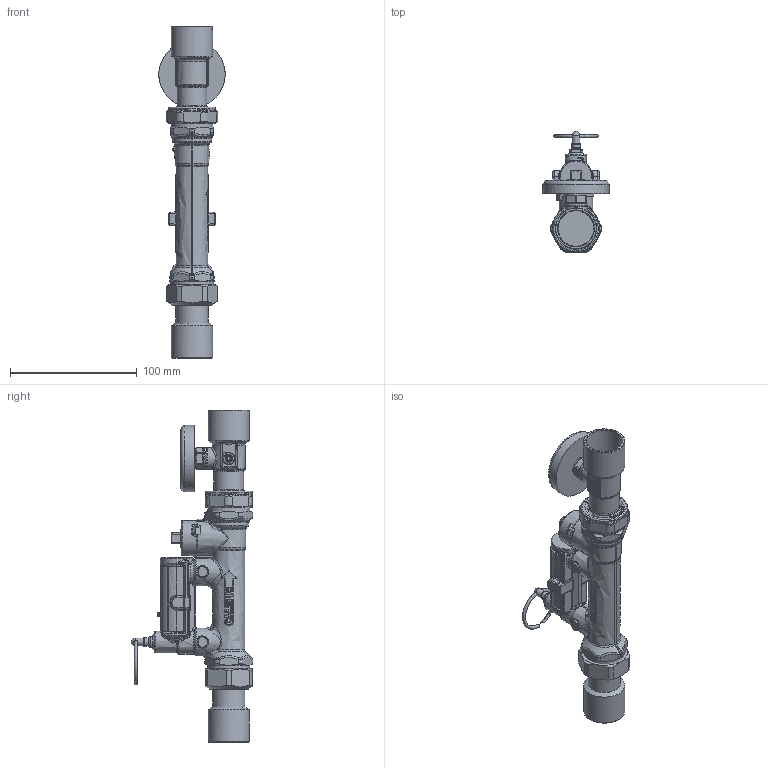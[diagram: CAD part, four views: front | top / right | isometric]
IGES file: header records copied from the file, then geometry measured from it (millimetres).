
Global section: file name: 132658AFC; native system: Autodesk Inventor 2025; preprocessor: unknown; author: ischreiner; date: 20250715.093823; units: centimetre
Bounding box: 52.27 x 95.91 x 262.3 mm (x, y, z)
Volume: 240995.1 mm3; surface area: 72985.4 mm2
Topology: 10 solids, 12 shells, 2260 faces, 5348 edges, 3015 vertices
Faces by surface type: bspline 2260
